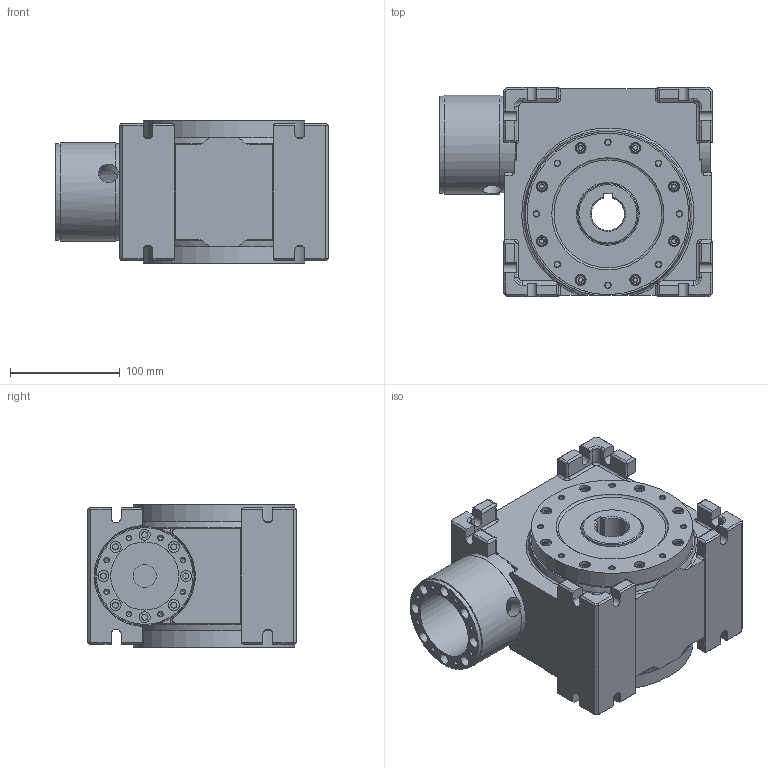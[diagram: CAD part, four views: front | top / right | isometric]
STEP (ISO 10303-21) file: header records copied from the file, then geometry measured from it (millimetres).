
FILE_DESCRIPTION( ( 'Unknown' ), '1' );
FILE_NAME( 'SGA63-1.stp', 'Unknown', ( 'Unknown' ), ( 'Unknown' ), 'PSStep 13.0', 'Unknown', ' ' );
FILE_SCHEMA( ( 'AUTOMOTIVE_DESIGN { 1 0 10303 214 1 1 1 1 }' ) );
Length unit declared in the file: millimetre
Products named in the file (1): Gehaeuse
Bounding box: 248 x 190 x 130 mm (x, y, z)
Volume: 3911302.1 mm3; surface area: 292450.3 mm2
Topology: 1 solids, 19 shells, 889 faces, 2130 edges, 1397 vertices
Faces by surface type: plane 471, cylinder 267, cone 82, torus 69
Full cylindrical faces by diameter (mm): 4.2 x8, 5 x33, 5.5 x25, 8.5 x24, 10 x32, 18 x1, 21 x1, 35 x1, 55 x2, 57 x2, 62 x1, 74 x1, 80 x2, 88 x2, 90 x1, 147 x2
Entity records: 39279 total; most frequent: CARTESIAN_POINT 12995, DIRECTION 4044, ORIENTED_EDGE 3498, EDGE_CURVE 1749, AXIS2_PLACEMENT_3D 1605, EDGE_LOOP 1288, VERTEX_POINT 1267, FACE_OUTER_BOUND 1054
